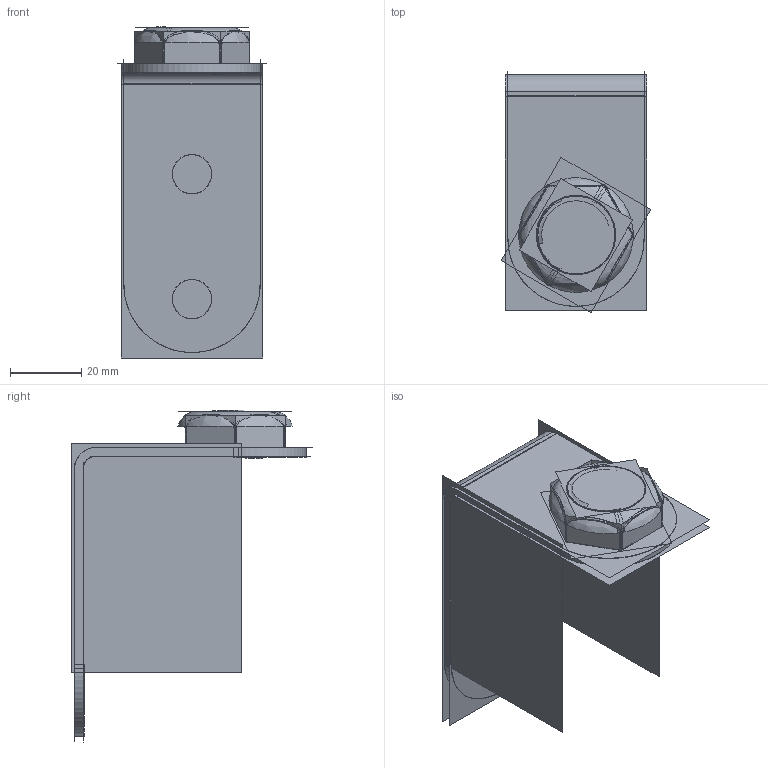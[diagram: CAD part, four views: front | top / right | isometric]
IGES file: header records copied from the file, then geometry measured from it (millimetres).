
Start section:  PTC IGES file: 209032.igs
Global section: file name: 209032.igs; native system: Creo Parametric by PTC Inc.; preprocessor: 2016260; author: pdmadmin; organization: Unknown; date: 20181030.113405; units: millimetre
Bounding box: 41.95 x 67.69 x 93.03 mm (x, y, z)
Volume: 15238.7 mm3; surface area: 67512.1 mm2
Topology: 2 solids, 2 shells, 156 faces, 766 edges, 958 vertices
Faces by surface type: bspline 80, revolution 76
